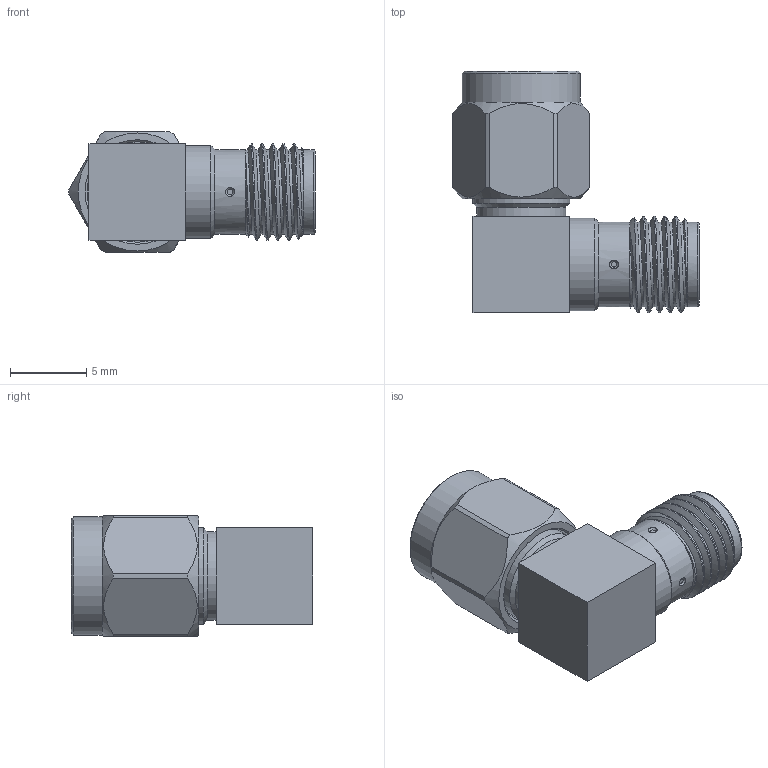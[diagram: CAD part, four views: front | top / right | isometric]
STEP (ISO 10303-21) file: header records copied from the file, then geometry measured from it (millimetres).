
FILE_DESCRIPTION (( 'STEP AP203' ), '1' );
FILE_NAME ('SM5265_3D.step', '2022-01-24T15:40:04', ( '' ), ( '' ), 'SwSTEP 2.0', 'SolidWorks 2021', '' );
FILE_SCHEMA (( 'CONFIG_CONTROL_DESIGN' ));
Length unit declared in the file: inch
Products named in the file (1): SM5265_3D
Bounding box: 16.18 x 15.88 x 7.94 mm (x, y, z)
Volume: 810.7 mm3; surface area: 989.9 mm2
Topology: 1 solids, 1 shells, 86 faces, 219 edges, 148 vertices
Faces by surface type: plane 34, cylinder 27, cone 17, bspline 7, torus 1
Full cylindrical faces by diameter (mm): 0.94 x2, 1.194 x2, 4.445 x1, 4.572 x1, 5.582 x2, 5.842 x1, 6.09 x1, 6.35 x7, 6.604 x1, 7.762 x1
Entity records: 5385 total; most frequent: CARTESIAN_POINT 3632, ORIENTED_EDGE 340, DIRECTION 306, EDGE_CURVE 170, VERTEX_POINT 134, AXIS2_PLACEMENT_3D 133, EDGE_LOOP 122, FACE_OUTER_BOUND 96
